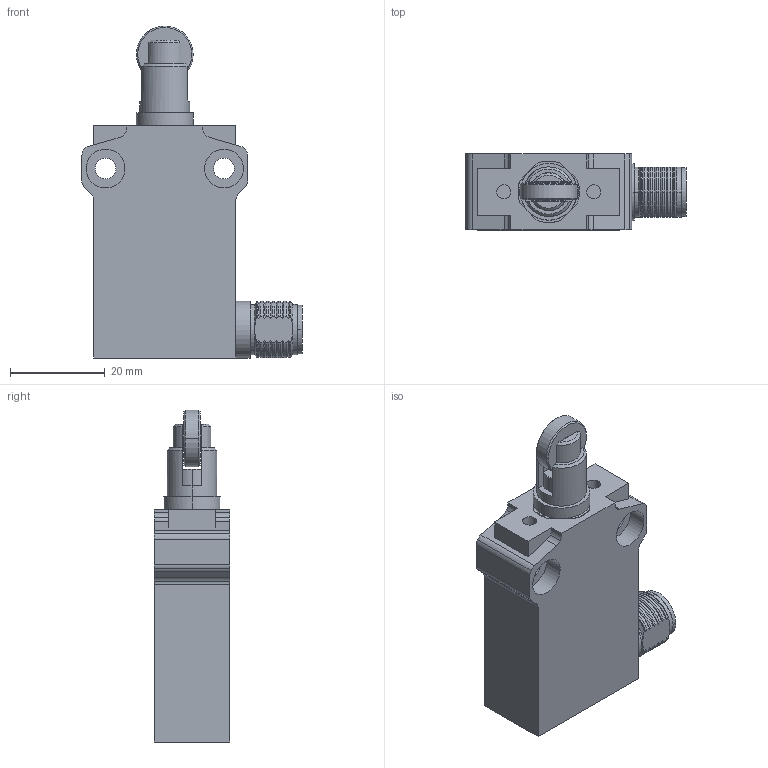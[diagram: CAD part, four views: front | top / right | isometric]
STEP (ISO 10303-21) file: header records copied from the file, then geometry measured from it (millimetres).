
FILE_DESCRIPTION (( 'STEP AP214' ), '1' );
FILE_NAME ('AEP2G12Z11MR.step', '2019-09-05T21:10:18', ( '' ), ( '' ), 'SwSTEP 2.0', 'SolidWorks 2018', '' );
FILE_SCHEMA (( 'AUTOMOTIVE_DESIGN' ));
Length unit declared in the file: inch
Products named in the file (1): AEP2G12Z11MR
Bounding box: 46.5 x 16 x 70.1 mm (x, y, z)
Surface area: 9339.9 mm2 (no closed solid volume)
Topology: 0 solids, 5 shells, 215 faces, 550 edges, 355 vertices
Faces by surface type: cylinder 92, plane 68, cone 55
Entity records: 9362 total; most frequent: CARTESIAN_POINT 1265, DIRECTION 1151, ORIENTED_EDGE 1095, EDGE_CURVE 550, AXIS2_PLACEMENT_3D 457, VERTEX_POINT 355, CIRCLE 241, VECTOR 237
